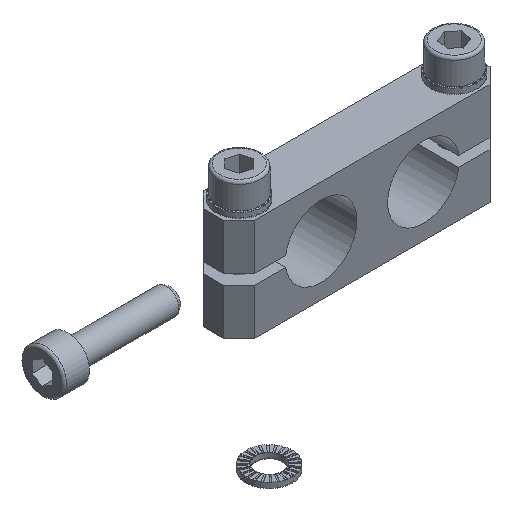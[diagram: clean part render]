
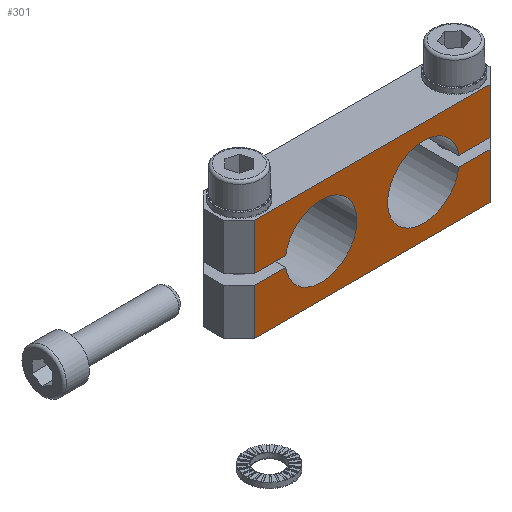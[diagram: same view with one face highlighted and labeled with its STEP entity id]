
A CAD part, isometric view. The second image highlights one B-rep face of the part: STEP entity #301.
In plain terms, the highlighted planar face has unit normal (0, -1, 0).
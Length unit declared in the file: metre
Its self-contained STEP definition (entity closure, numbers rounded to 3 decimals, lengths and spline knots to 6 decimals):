
#301 = ADVANCED_FACE( '', ( #843 ), #844, .F. );
#843 = FACE_OUTER_BOUND( '', #1764, .T. );
#844 = PLANE( '', #1765 );
#1764 = EDGE_LOOP( '', ( #2714, #2715, #2716, #2717, #2718, #2719, #2720, #2721, #2722, #2723, #2724, #2725 ) );
#1765 = AXIS2_PLACEMENT_3D( '', #2726, #2727, #2728 );
#2714 = ORIENTED_EDGE( '', *, *, #6562, .T. );
#2715 = ORIENTED_EDGE( '', *, *, #6563, .T. );
#2716 = ORIENTED_EDGE( '', *, *, #6564, .F. );
#2717 = ORIENTED_EDGE( '', *, *, #6559, .T. );
#2718 = ORIENTED_EDGE( '', *, *, #6565, .T. );
#2719 = ORIENTED_EDGE( '', *, *, #6566, .F. );
#2720 = ORIENTED_EDGE( '', *, *, #6567, .T. );
#2721 = ORIENTED_EDGE( '', *, *, #6568, .T. );
#2722 = ORIENTED_EDGE( '', *, *, #6569, .F. );
#2723 = ORIENTED_EDGE( '', *, *, #6570, .T. );
#2724 = ORIENTED_EDGE( '', *, *, #6571, .T. );
#2725 = ORIENTED_EDGE( '', *, *, #6572, .F. );
#2726 = CARTESIAN_POINT( '', ( -0.026, -0.005, 0.01 ) );
#2727 = DIRECTION( '', ( 0., 1., 0. ) );
#2728 = DIRECTION( '', ( 0., 0., 1. ) );
#6559 = EDGE_CURVE( '', #7849, #7846, #7850, .T. );
#6562 = EDGE_CURVE( '', #7854, #7855, #7856, .T. );
#6563 = EDGE_CURVE( '', #7855, #7857, #7858, .T. );
#6564 = EDGE_CURVE( '', #7849, #7857, #7859, .T. );
#6565 = EDGE_CURVE( '', #7846, #7860, #7861, .T. );
#6566 = EDGE_CURVE( '', #7862, #7860, #7863, .T. );
#6567 = EDGE_CURVE( '', #7862, #7864, #7865, .T. );
#6568 = EDGE_CURVE( '', #7864, #7866, #7867, .T. );
#6569 = EDGE_CURVE( '', #7868, #7866, #7869, .T. );
#6570 = EDGE_CURVE( '', #7868, #7870, #7871, .T. );
#6571 = EDGE_CURVE( '', #7870, #7872, #7873, .T. );
#6572 = EDGE_CURVE( '', #7854, #7872, #7874, .T. );
#7846 = VERTEX_POINT( '', #9930 );
#7849 = VERTEX_POINT( '', #9934 );
#7850 = LINE( '', #9935, #9936 );
#7854 = VERTEX_POINT( '', #9942 );
#7855 = VERTEX_POINT( '', #9943 );
#7856 = LINE( '', #9944, #9945 );
#7857 = VERTEX_POINT( '', #9946 );
#7858 = LINE( '', #9947, #9948 );
#7859 = LINE( '', #9949, #9950 );
#7860 = VERTEX_POINT( '', #9951 );
#7861 = LINE( '', #9952, #9953 );
#7862 = VERTEX_POINT( '', #9954 );
#7863 = CIRCLE( '', #9955, 0.007 );
#7864 = VERTEX_POINT( '', #9956 );
#7865 = LINE( '', #9957, #9958 );
#7866 = VERTEX_POINT( '', #9959 );
#7867 = LINE( '', #9960, #9961 );
#7868 = VERTEX_POINT( '', #9962 );
#7869 = LINE( '', #9963, #9964 );
#7870 = VERTEX_POINT( '', #9965 );
#7871 = LINE( '', #9966, #9967 );
#7872 = VERTEX_POINT( '', #9968 );
#7873 = LINE( '', #9969, #9970 );
#7874 = CIRCLE( '', #9971, 0.007 );
#9930 = CARTESIAN_POINT( '', ( -0.023, -0.005, 0.001 ) );
#9934 = CARTESIAN_POINT( '', ( -0.023, -0.005, 0.01 ) );
#9935 = CARTESIAN_POINT( '', ( -0.023, -0.005, 0.001 ) );
#9936 = VECTOR( '', #12845, 1. );
#9942 = CARTESIAN_POINT( '', ( 0.016928, -0.005, 0.001 ) );
#9943 = CARTESIAN_POINT( '', ( 0.023, -0.005, 0.001 ) );
#9944 = CARTESIAN_POINT( '', ( 0.016928, -0.005, 0.001 ) );
#9945 = VECTOR( '', #12848, 1. );
#9946 = CARTESIAN_POINT( '', ( 0.023, -0.005, 0.01 ) );
#9947 = CARTESIAN_POINT( '', ( 0.023, -0.005, 0.01 ) );
#9948 = VECTOR( '', #12849, 1. );
#9949 = CARTESIAN_POINT( '', ( -0.026, -0.005, 0.01 ) );
#9950 = VECTOR( '', #12850, 1. );
#9951 = CARTESIAN_POINT( '', ( -0.016928, -0.005, 0.001 ) );
#9952 = CARTESIAN_POINT( '', ( -0.026, -0.005, 0.001 ) );
#9953 = VECTOR( '', #12851, 1. );
#9954 = CARTESIAN_POINT( '', ( -0.016928, -0.005, -0.001 ) );
#9955 = AXIS2_PLACEMENT_3D( '', #12852, #12853, #12854 );
#9956 = CARTESIAN_POINT( '', ( -0.023, -0.005, -0.001 ) );
#9957 = CARTESIAN_POINT( '', ( -0.016928, -0.005, -0.001 ) );
#9958 = VECTOR( '', #12855, 1. );
#9959 = CARTESIAN_POINT( '', ( -0.023, -0.005, -0.01 ) );
#9960 = CARTESIAN_POINT( '', ( -0.023, -0.005, -0.01 ) );
#9961 = VECTOR( '', #12856, 1. );
#9962 = CARTESIAN_POINT( '', ( 0.023, -0.005, -0.01 ) );
#9963 = CARTESIAN_POINT( '', ( 0.026, -0.005, -0.01 ) );
#9964 = VECTOR( '', #12857, 1. );
#9965 = CARTESIAN_POINT( '', ( 0.023, -0.005, -0.001 ) );
#9966 = CARTESIAN_POINT( '', ( 0.023, -0.005, -0.001 ) );
#9967 = VECTOR( '', #12858, 1. );
#9968 = CARTESIAN_POINT( '', ( 0.016928, -0.005, -0.001 ) );
#9969 = CARTESIAN_POINT( '', ( 0.026, -0.005, -0.001 ) );
#9970 = VECTOR( '', #12859, 1. );
#9971 = AXIS2_PLACEMENT_3D( '', #12860, #12861, #12862 );
#12845 = DIRECTION( '', ( 0., 0., -1. ) );
#12848 = DIRECTION( '', ( 1., 0., 0. ) );
#12849 = DIRECTION( '', ( 0., 0., 1. ) );
#12850 = DIRECTION( '', ( 1., 0., 0. ) );
#12851 = DIRECTION( '', ( 1., 0., 0. ) );
#12852 = CARTESIAN_POINT( '', ( -0.01, -0.005, 0. ) );
#12853 = DIRECTION( '', ( 0., -1., 0. ) );
#12854 = DIRECTION( '', ( 1., 0., 0. ) );
#12855 = DIRECTION( '', ( -1., 0., 0. ) );
#12856 = DIRECTION( '', ( 0., 0., -1. ) );
#12857 = DIRECTION( '', ( -1., 0., 0. ) );
#12858 = DIRECTION( '', ( 0., 0., 1. ) );
#12859 = DIRECTION( '', ( -1., 0., 0. ) );
#12860 = CARTESIAN_POINT( '', ( 0.01, -0.005, 0. ) );
#12861 = DIRECTION( '', ( 0., -1., 0. ) );
#12862 = DIRECTION( '', ( 1., 0., 0. ) );
